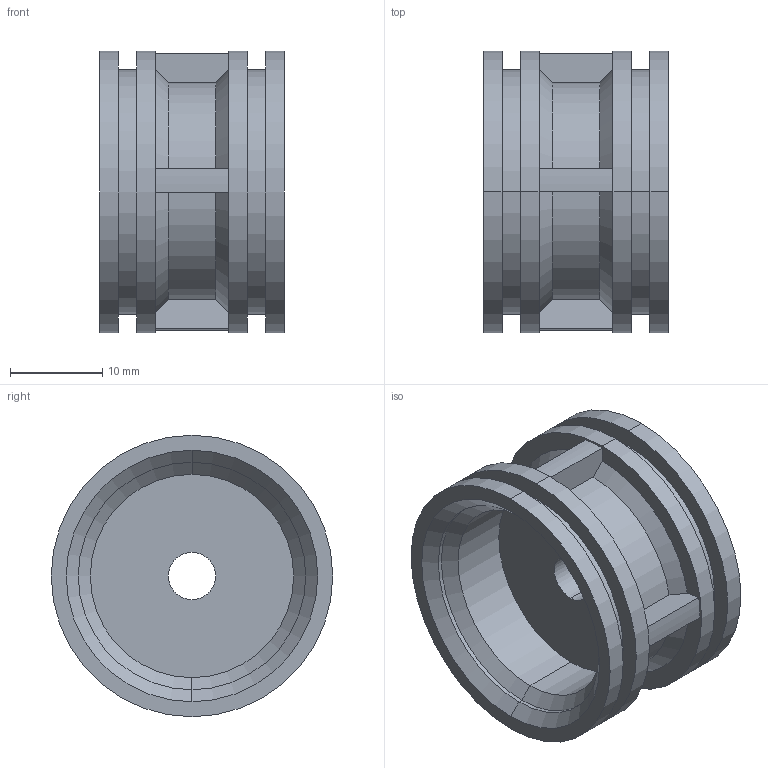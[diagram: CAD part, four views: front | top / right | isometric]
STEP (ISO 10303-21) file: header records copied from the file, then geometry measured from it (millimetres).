
FILE_DESCRIPTION (( 'STEP AP214' ), '1' );
FILE_NAME ('Front_Wheel_Hub.STEP', '2025-11-10T19:50:33', ( '' ), ( '' ), 'SwSTEP 2.0', 'SolidWorks 2025', '' );
FILE_SCHEMA (( 'AUTOMOTIVE_DESIGN' ));
Length unit declared in the file: millimetre
Products named in the file (1): Front_Wheel_Hub
Bounding box: 20 x 30.44 x 30.44 mm (x, y, z)
Volume: 4693.8 mm3; surface area: 5715.1 mm2
Topology: 1 solids, 1 shells, 67 faces, 156 edges, 100 vertices
Faces by surface type: cylinder 32, plane 19, cone 16
Entity records: 1957 total; most frequent: DIRECTION 368, CARTESIAN_POINT 324, ORIENTED_EDGE 312, EDGE_CURVE 156, AXIS2_PLACEMENT_3D 144, VERTEX_POINT 100, VECTOR 80, LINE 80
